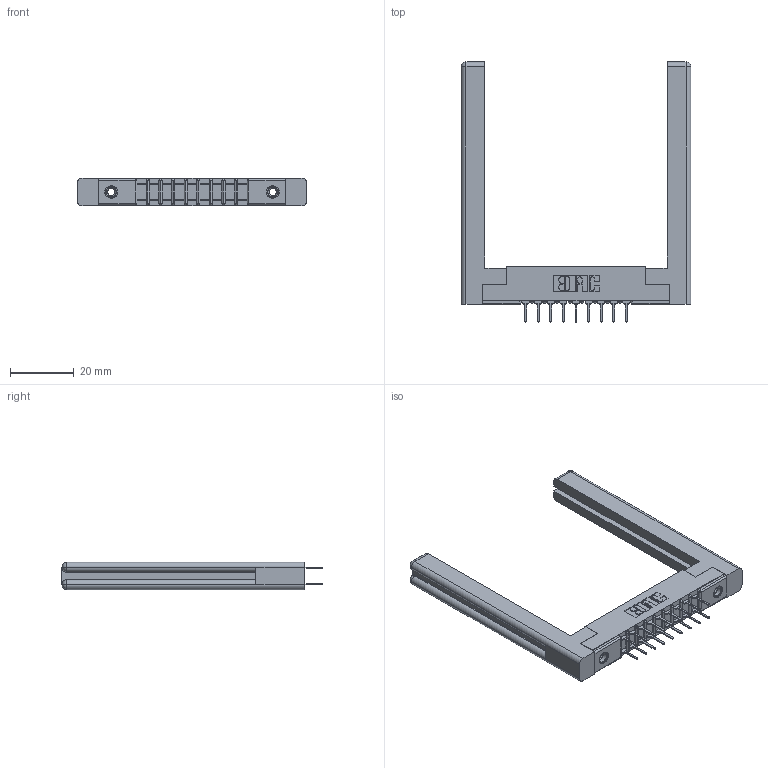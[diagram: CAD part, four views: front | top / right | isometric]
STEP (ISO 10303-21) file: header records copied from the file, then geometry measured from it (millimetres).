
FILE_DESCRIPTION (( 'STEP AP203' ), '1' );
FILE_NAME ('357-018-524-258.STEP', '2019-09-17T19:48:54', ( '' ), ( '' ), 'SwSTEP 2.0', 'SolidWorks 2016', '' );
FILE_SCHEMA (( 'CONFIG_CONTROL_DESIGN' ));
Length unit declared in the file: inch
Products named in the file (5): 345-250-001_345-250-001-102; 307-220-058; 307 Part_.156 Dia Mounting Holes; 357-018-524-258; 307-290-001_524
Assembly tree (23 placements, depth 2):
  357-018-524-258
    307 Part_.156 Dia Mounting Holes
    307-290-001_524  x18
    307-220-058  x2
    345-250-001_345-250-001-102  x2
Bounding box: 72.29 x 81.74 x 8.71 mm (x, y, z)
Volume: 12410.7 mm3; surface area: 12724.7 mm2
Topology: 23 solids, 23 shells, 1098 faces, 3017 edges, 1946 vertices
Faces by surface type: plane 712, cylinder 342, sphere 20, torus 12, cone 12
Entity records: 14673 total; most frequent: CARTESIAN_POINT 2428, DIRECTION 2350, ORIENTED_EDGE 2344, EDGE_CURVE 1172, LINE 882, VECTOR 882, VERTEX_POINT 758, AXIS2_PLACEMENT_3D 734
